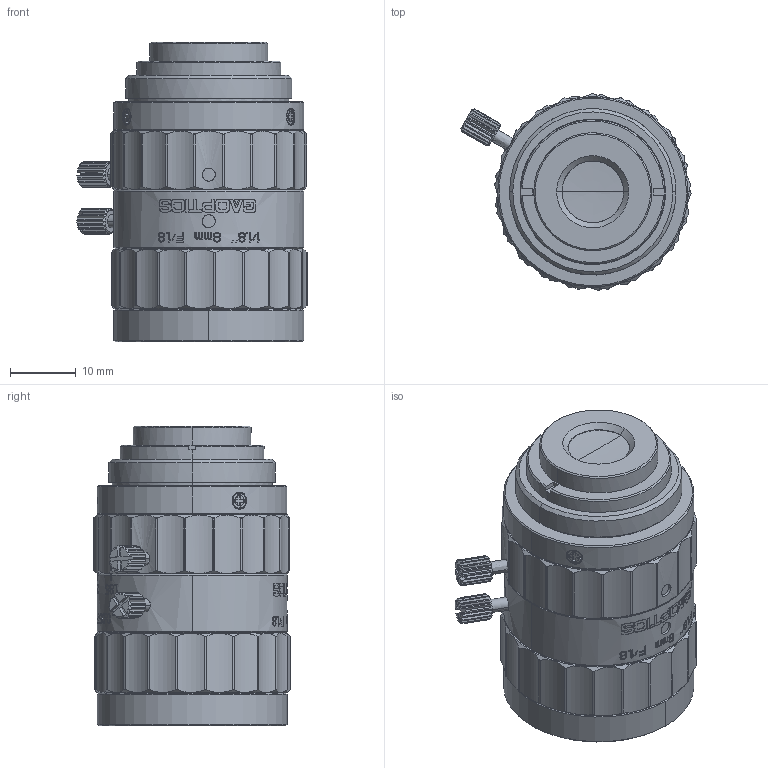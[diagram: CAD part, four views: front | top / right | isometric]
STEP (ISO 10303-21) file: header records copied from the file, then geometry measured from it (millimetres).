
FILE_DESCRIPTION (( 'STEP AP203' ), '1' );
FILE_NAME ('600042.STEP', '2021-08-06T07:25:06', ( '' ), ( '' ), 'SwSTEP 2.0', 'SolidWorks 2020', '' );
FILE_SCHEMA (( 'CONFIG_CONTROL_DESIGN' ));
Length unit declared in the file: millimetre
Products named in the file (1): 600042
Bounding box: 35.12 x 29.97 x 45.73 mm (x, y, z)
Surface area: 8996.6 mm2 (no closed solid volume)
Topology: 0 solids, 15 shells, 1913 faces, 5366 edges, 3579 vertices
Faces by surface type: bspline 1913
Entity records: 92516 total; most frequent: CARTESIAN_POINT 60356, ORIENTED_EDGE 10666, EDGE_CURVE 5362, B_SPLINE_CURVE_WITH_KNOTS 4948, VERTEX_POINT 3579, EDGE_LOOP 2041, ADVANCED_FACE 1913, FACE_OUTER_BOUND 1913
